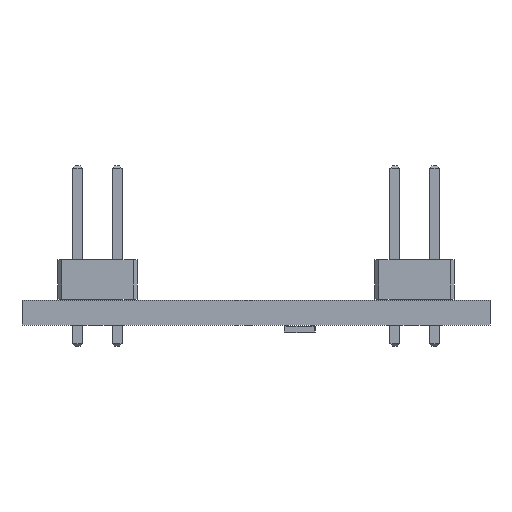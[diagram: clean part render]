
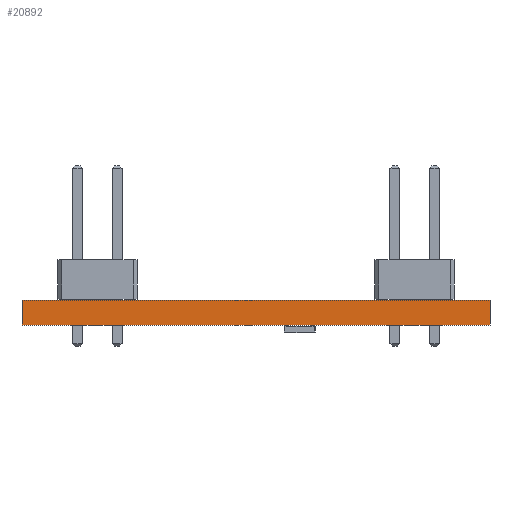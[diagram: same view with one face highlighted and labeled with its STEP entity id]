
A CAD part, front view. The second image highlights one B-rep face of the part: STEP entity #20892.
In plain terms, the highlighted planar face has unit normal (0, -1, 0).
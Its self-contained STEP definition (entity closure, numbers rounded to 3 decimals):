
#20711 = PLANE('',#20712);
#20712 = AXIS2_PLACEMENT_3D('',#20713,#20714,#20715);
#20713 = CARTESIAN_POINT('',(152.146,-71.374,0.));
#20714 = DIRECTION('',(1.,0.,-0.));
#20715 = DIRECTION('',(0.,-1.,0.));
#20736 = VERTEX_POINT('',#20737);
#20737 = CARTESIAN_POINT('',(152.146,-101.346,1.6));
#20751 = PLANE('',#20752);
#20752 = AXIS2_PLACEMENT_3D('',#20753,#20754,#20755);
#20753 = CARTESIAN_POINT('',(137.16,-86.36,1.6));
#20754 = DIRECTION('',(-0.,-0.,-1.));
#20755 = DIRECTION('',(-1.,0.,0.));
#20763 = EDGE_CURVE('',#20764,#20736,#20766,.T.);
#20764 = VERTEX_POINT('',#20765);
#20765 = CARTESIAN_POINT('',(152.146,-101.346,0.));
#20766 = SURFACE_CURVE('',#20767,(#20771,#20778),.PCURVE_S1.);
#20767 = LINE('',#20768,#20769);
#20768 = CARTESIAN_POINT('',(152.146,-101.346,0.));
#20769 = VECTOR('',#20770,1.);
#20770 = DIRECTION('',(0.,0.,1.));
#20771 = PCURVE('',#20711,#20772);
#20772 = DEFINITIONAL_REPRESENTATION('',(#20773),#20777);
#20773 = LINE('',#20774,#20775);
#20774 = CARTESIAN_POINT('',(29.972,0.));
#20775 = VECTOR('',#20776,1.);
#20776 = DIRECTION('',(0.,-1.));
#20777 = ( GEOMETRIC_REPRESENTATION_CONTEXT(2) 
PARAMETRIC_REPRESENTATION_CONTEXT() REPRESENTATION_CONTEXT('2D SPACE',''
  ) );
#20778 = PCURVE('',#20779,#20784);
#20779 = PLANE('',#20780);
#20780 = AXIS2_PLACEMENT_3D('',#20781,#20782,#20783);
#20781 = CARTESIAN_POINT('',(152.146,-101.346,0.));
#20782 = DIRECTION('',(0.,-1.,0.));
#20783 = DIRECTION('',(-1.,0.,0.));
#20784 = DEFINITIONAL_REPRESENTATION('',(#20785),#20789);
#20785 = LINE('',#20786,#20787);
#20786 = CARTESIAN_POINT('',(0.,-0.));
#20787 = VECTOR('',#20788,1.);
#20788 = DIRECTION('',(0.,-1.));
#20789 = ( GEOMETRIC_REPRESENTATION_CONTEXT(2) 
PARAMETRIC_REPRESENTATION_CONTEXT() REPRESENTATION_CONTEXT('2D SPACE',''
  ) );
#20805 = PLANE('',#20806);
#20806 = AXIS2_PLACEMENT_3D('',#20807,#20808,#20809);
#20807 = CARTESIAN_POINT('',(137.16,-86.36,0.));
#20808 = DIRECTION('',(-0.,-0.,-1.));
#20809 = DIRECTION('',(-1.,0.,0.));
#20838 = PLANE('',#20839);
#20839 = AXIS2_PLACEMENT_3D('',#20840,#20841,#20842);
#20840 = CARTESIAN_POINT('',(122.174,-101.346,0.));
#20841 = DIRECTION('',(-1.,0.,0.));
#20842 = DIRECTION('',(0.,1.,0.));
#20892 = ADVANCED_FACE('',(#20893),#20779,.T.);
#20893 = FACE_BOUND('',#20894,.T.);
#20894 = EDGE_LOOP('',(#20895,#20896,#20919,#20942));
#20895 = ORIENTED_EDGE('',*,*,#20763,.T.);
#20896 = ORIENTED_EDGE('',*,*,#20897,.T.);
#20897 = EDGE_CURVE('',#20736,#20898,#20900,.T.);
#20898 = VERTEX_POINT('',#20899);
#20899 = CARTESIAN_POINT('',(122.174,-101.346,1.6));
#20900 = SURFACE_CURVE('',#20901,(#20905,#20912),.PCURVE_S1.);
#20901 = LINE('',#20902,#20903);
#20902 = CARTESIAN_POINT('',(152.146,-101.346,1.6));
#20903 = VECTOR('',#20904,1.);
#20904 = DIRECTION('',(-1.,0.,0.));
#20905 = PCURVE('',#20779,#20906);
#20906 = DEFINITIONAL_REPRESENTATION('',(#20907),#20911);
#20907 = LINE('',#20908,#20909);
#20908 = CARTESIAN_POINT('',(0.,-1.6));
#20909 = VECTOR('',#20910,1.);
#20910 = DIRECTION('',(1.,0.));
#20911 = ( GEOMETRIC_REPRESENTATION_CONTEXT(2) 
PARAMETRIC_REPRESENTATION_CONTEXT() REPRESENTATION_CONTEXT('2D SPACE',''
  ) );
#20912 = PCURVE('',#20751,#20913);
#20913 = DEFINITIONAL_REPRESENTATION('',(#20914),#20918);
#20914 = LINE('',#20915,#20916);
#20915 = CARTESIAN_POINT('',(-14.986,-14.986));
#20916 = VECTOR('',#20917,1.);
#20917 = DIRECTION('',(1.,0.));
#20918 = ( GEOMETRIC_REPRESENTATION_CONTEXT(2) 
PARAMETRIC_REPRESENTATION_CONTEXT() REPRESENTATION_CONTEXT('2D SPACE',''
  ) );
#20919 = ORIENTED_EDGE('',*,*,#20920,.F.);
#20920 = EDGE_CURVE('',#20921,#20898,#20923,.T.);
#20921 = VERTEX_POINT('',#20922);
#20922 = CARTESIAN_POINT('',(122.174,-101.346,0.));
#20923 = SURFACE_CURVE('',#20924,(#20928,#20935),.PCURVE_S1.);
#20924 = LINE('',#20925,#20926);
#20925 = CARTESIAN_POINT('',(122.174,-101.346,0.));
#20926 = VECTOR('',#20927,1.);
#20927 = DIRECTION('',(0.,0.,1.));
#20928 = PCURVE('',#20779,#20929);
#20929 = DEFINITIONAL_REPRESENTATION('',(#20930),#20934);
#20930 = LINE('',#20931,#20932);
#20931 = CARTESIAN_POINT('',(29.972,0.));
#20932 = VECTOR('',#20933,1.);
#20933 = DIRECTION('',(0.,-1.));
#20934 = ( GEOMETRIC_REPRESENTATION_CONTEXT(2) 
PARAMETRIC_REPRESENTATION_CONTEXT() REPRESENTATION_CONTEXT('2D SPACE',''
  ) );
#20935 = PCURVE('',#20838,#20936);
#20936 = DEFINITIONAL_REPRESENTATION('',(#20937),#20941);
#20937 = LINE('',#20938,#20939);
#20938 = CARTESIAN_POINT('',(0.,0.));
#20939 = VECTOR('',#20940,1.);
#20940 = DIRECTION('',(0.,-1.));
#20941 = ( GEOMETRIC_REPRESENTATION_CONTEXT(2) 
PARAMETRIC_REPRESENTATION_CONTEXT() REPRESENTATION_CONTEXT('2D SPACE',''
  ) );
#20942 = ORIENTED_EDGE('',*,*,#20943,.F.);
#20943 = EDGE_CURVE('',#20764,#20921,#20944,.T.);
#20944 = SURFACE_CURVE('',#20945,(#20949,#20956),.PCURVE_S1.);
#20945 = LINE('',#20946,#20947);
#20946 = CARTESIAN_POINT('',(152.146,-101.346,0.));
#20947 = VECTOR('',#20948,1.);
#20948 = DIRECTION('',(-1.,0.,0.));
#20949 = PCURVE('',#20779,#20950);
#20950 = DEFINITIONAL_REPRESENTATION('',(#20951),#20955);
#20951 = LINE('',#20952,#20953);
#20952 = CARTESIAN_POINT('',(0.,-0.));
#20953 = VECTOR('',#20954,1.);
#20954 = DIRECTION('',(1.,0.));
#20955 = ( GEOMETRIC_REPRESENTATION_CONTEXT(2) 
PARAMETRIC_REPRESENTATION_CONTEXT() REPRESENTATION_CONTEXT('2D SPACE',''
  ) );
#20956 = PCURVE('',#20805,#20957);
#20957 = DEFINITIONAL_REPRESENTATION('',(#20958),#20962);
#20958 = LINE('',#20959,#20960);
#20959 = CARTESIAN_POINT('',(-14.986,-14.986));
#20960 = VECTOR('',#20961,1.);
#20961 = DIRECTION('',(1.,0.));
#20962 = ( GEOMETRIC_REPRESENTATION_CONTEXT(2) 
PARAMETRIC_REPRESENTATION_CONTEXT() REPRESENTATION_CONTEXT('2D SPACE',''
  ) );
